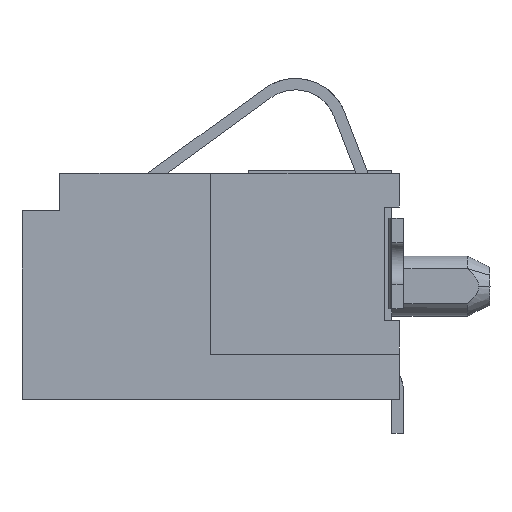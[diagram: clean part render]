
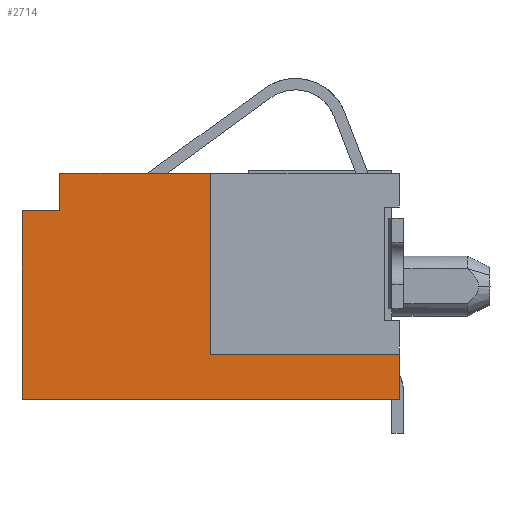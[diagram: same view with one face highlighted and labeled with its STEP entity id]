
A CAD part, left-side view. The second image highlights one B-rep face of the part: STEP entity #2714.
In plain terms, the highlighted planar face has unit normal (-1, 0, 0).
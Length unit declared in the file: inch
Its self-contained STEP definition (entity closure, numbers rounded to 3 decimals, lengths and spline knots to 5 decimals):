
#91 = DIRECTION ( 'NONE',  ( 0., 0., -1. ) ) ;
#144 = ORIENTED_EDGE ( 'NONE', *, *, #3471, .F. ) ;
#339 = VECTOR ( 'NONE', #1294, 39.37008 ) ;
#407 = LINE ( 'NONE', #3386, #1828 ) ;
#410 = DIRECTION ( 'NONE',  ( 0., 0., 1. ) ) ;
#545 = DIRECTION ( 'NONE',  ( 0., -1., 0. ) ) ;
#809 = EDGE_CURVE ( 'NONE', #5473, #5213, #2127, .T. ) ;
#1014 = ORIENTED_EDGE ( 'NONE', *, *, #4466, .F. ) ;
#1155 = LINE ( 'NONE', #3232, #5570 ) ;
#1294 = DIRECTION ( 'NONE',  ( 0., -1., 0. ) ) ;
#1341 = DIRECTION ( 'NONE',  ( 0., 0., 1. ) ) ;
#1574 = VERTEX_POINT ( 'NONE', #4799 ) ;
#1828 = VECTOR ( 'NONE', #4084, 39.37008 ) ;
#1907 = CARTESIAN_POINT ( 'NONE',  ( -0.04724, 0.09843, -0.05906 ) ) ;
#2039 = LINE ( 'NONE', #4800, #2096 ) ;
#2096 = VECTOR ( 'NONE', #7456, 39.37008 ) ;
#2127 = LINE ( 'NONE', #7544, #4170 ) ;
#2209 = LINE ( 'NONE', #7622, #5139 ) ;
#2505 = CARTESIAN_POINT ( 'NONE',  ( -0.04724, 0.19685, -0.01969 ) ) ;
#2714 = ADVANCED_FACE ( 'NONE', ( #8662 ), #8158, .F. ) ;
#2870 = CARTESIAN_POINT ( 'NONE',  ( -0.04724, 0.00394, -0.09449 ) ) ;
#2876 = LINE ( 'NONE', #3481, #5133 ) ;
#2913 = EDGE_CURVE ( 'NONE', #5213, #6699, #2209, .T. ) ;
#2956 = EDGE_CURVE ( 'NONE', #1574, #6699, #3160, .T. ) ;
#3016 = ORIENTED_EDGE ( 'NONE', *, *, #809, .F. ) ;
#3160 = LINE ( 'NONE', #5099, #6250 ) ;
#3177 = ORIENTED_EDGE ( 'NONE', *, *, #7090, .F. ) ;
#3232 = CARTESIAN_POINT ( 'NONE',  ( -0.04724, 0.17717, -0.00984 ) ) ;
#3386 = CARTESIAN_POINT ( 'NONE',  ( -0.04724, 0.18701, -0.01969 ) ) ;
#3471 = EDGE_CURVE ( 'NONE', #6020, #6015, #2876, .T. ) ;
#3481 = CARTESIAN_POINT ( 'NONE',  ( -0.04724, 0.19685, -0.05906 ) ) ;
#3518 = LINE ( 'NONE', #6217, #3565 ) ;
#3550 = EDGE_CURVE ( 'NONE', #4749, #5473, #3518, .T. ) ;
#3565 = VECTOR ( 'NONE', #91, 39.37008 ) ;
#3575 = CARTESIAN_POINT ( 'NONE',  ( -0.04724, 0., -0.09449 ) ) ;
#3928 = CARTESIAN_POINT ( 'NONE',  ( -0.04724, 0.19685, -0.11811 ) ) ;
#4002 = DIRECTION ( 'NONE',  ( 1., 0., 0. ) ) ;
#4084 = DIRECTION ( 'NONE',  ( 0., -1., 0. ) ) ;
#4170 = VECTOR ( 'NONE', #545, 39.37008 ) ;
#4188 = DIRECTION ( 'NONE',  ( 0., -1., 0. ) ) ;
#4249 = ORIENTED_EDGE ( 'NONE', *, *, #3550, .F. ) ;
#4466 = EDGE_CURVE ( 'NONE', #5377, #4749, #5907, .T. ) ;
#4749 = VERTEX_POINT ( 'NONE', #8170 ) ;
#4799 = CARTESIAN_POINT ( 'NONE',  ( -0.04724, 0., -0.11811 ) ) ;
#4800 = CARTESIAN_POINT ( 'NONE',  ( -0.04724, 0.09843, -0.11811 ) ) ;
#4964 = EDGE_CURVE ( 'NONE', #6020, #1574, #2039, .T. ) ;
#5085 = EDGE_LOOP ( 'NONE', ( #1014, #3177, #5784, #144, #7155, #7220, #6348, #3016, #4249 ) ) ;
#5099 = CARTESIAN_POINT ( 'NONE',  ( -0.04724, 0., -0.1063 ) ) ;
#5133 = VECTOR ( 'NONE', #1341, 39.37008 ) ;
#5139 = VECTOR ( 'NONE', #4188, 39.37008 ) ;
#5213 = VERTEX_POINT ( 'NONE', #2870 ) ;
#5308 = DIRECTION ( 'NONE',  ( 0., 0., 1. ) ) ;
#5377 = VERTEX_POINT ( 'NONE', #7255 ) ;
#5422 = DIRECTION ( 'NONE',  ( 0., 0., -1. ) ) ;
#5473 = VERTEX_POINT ( 'NONE', #6868 ) ;
#5570 = VECTOR ( 'NONE', #5308, 39.37008 ) ;
#5784 = ORIENTED_EDGE ( 'NONE', *, *, #5836, .F. ) ;
#5836 = EDGE_CURVE ( 'NONE', #6015, #6098, #407, .T. ) ;
#5907 = LINE ( 'NONE', #7294, #339 ) ;
#6015 = VERTEX_POINT ( 'NONE', #2505 ) ;
#6020 = VERTEX_POINT ( 'NONE', #3928 ) ;
#6098 = VERTEX_POINT ( 'NONE', #7714 ) ;
#6217 = CARTESIAN_POINT ( 'NONE',  ( -0.04724, 0.09843, -0.05906 ) ) ;
#6250 = VECTOR ( 'NONE', #410, 39.37008 ) ;
#6348 = ORIENTED_EDGE ( 'NONE', *, *, #2913, .F. ) ;
#6699 = VERTEX_POINT ( 'NONE', #3575 ) ;
#6868 = CARTESIAN_POINT ( 'NONE',  ( -0.04724, 0.09843, -0.09449 ) ) ;
#7090 = EDGE_CURVE ( 'NONE', #6098, #5377, #1155, .T. ) ;
#7155 = ORIENTED_EDGE ( 'NONE', *, *, #4964, .T. ) ;
#7220 = ORIENTED_EDGE ( 'NONE', *, *, #2956, .T. ) ;
#7255 = CARTESIAN_POINT ( 'NONE',  ( -0.04724, 0.17717, 0. ) ) ;
#7294 = CARTESIAN_POINT ( 'NONE',  ( -0.04724, 0.09843, 0. ) ) ;
#7456 = DIRECTION ( 'NONE',  ( 0., -1., 0. ) ) ;
#7544 = CARTESIAN_POINT ( 'NONE',  ( -0.04724, 0.09843, -0.09449 ) ) ;
#7622 = CARTESIAN_POINT ( 'NONE',  ( -0.04724, 0.09843, -0.09449 ) ) ;
#7714 = CARTESIAN_POINT ( 'NONE',  ( -0.04724, 0.17717, -0.01969 ) ) ;
#8158 = PLANE ( 'NONE',  #8485 ) ;
#8170 = CARTESIAN_POINT ( 'NONE',  ( -0.04724, 0.09843, 0. ) ) ;
#8485 = AXIS2_PLACEMENT_3D ( 'NONE', #1907, #4002, #5422 ) ;
#8662 = FACE_OUTER_BOUND ( 'NONE', #5085, .T. ) ;
